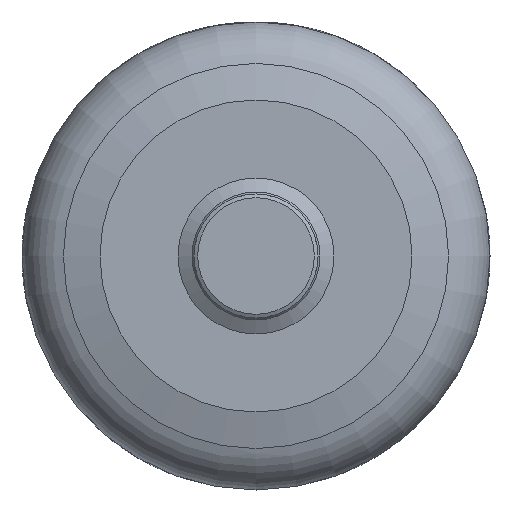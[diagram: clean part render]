
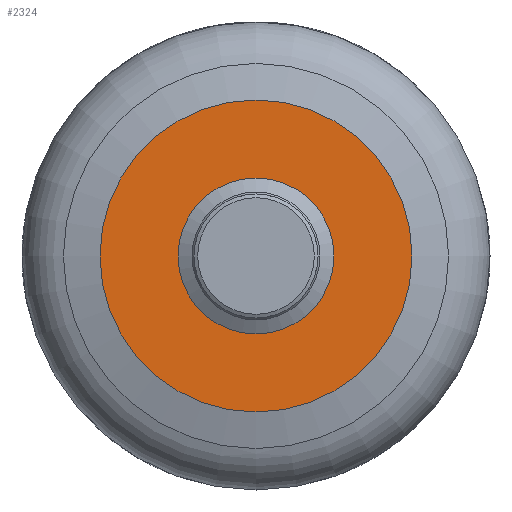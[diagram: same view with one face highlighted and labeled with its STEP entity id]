
A CAD part, front view. The second image highlights one B-rep face of the part: STEP entity #2324.
In plain terms, the highlighted planar face has unit normal (0, -1, 0).
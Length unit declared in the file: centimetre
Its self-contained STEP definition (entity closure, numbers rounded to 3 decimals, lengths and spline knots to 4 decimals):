
#307=PLANE($,#2601);
#535=FACE_BOUND($,#886,.T.);
#628=FACE_OUTER_BOUND($,#885,.T.);
#885=EDGE_LOOP($,(#1876));
#886=EDGE_LOOP($,(#1877));
#1039=CIRCLE($,#2547,0.3);
#1049=CIRCLE($,#2570,0.6);
#1158=VERTEX_POINT($,#3622);
#1190=VERTEX_POINT($,#4009);
#1392=EDGE_CURVE($,#1158,#1158,#1039,.T.);
#1424=EDGE_CURVE($,#1190,#1190,#1049,.T.);
#1876=ORIENTED_EDGE($,*,*,#1424,.T.);
#1877=ORIENTED_EDGE($,*,*,#1392,.F.);
#2324=ADVANCED_FACE($,(#628,#535),#307,.T.);
#2547=AXIS2_PLACEMENT_3D($,#3623,#2989,#2990);
#2570=AXIS2_PLACEMENT_3D($,#4010,#3039,#3040);
#2601=AXIS2_PLACEMENT_3D($,#4311,#3118,#3119);
#2989=DIRECTION('center_axis',(0.,-1.,0.));
#2990=DIRECTION('ref_axis',(0.,0.,-1.));
#3039=DIRECTION('center_axis',(0.,-1.,0.));
#3040=DIRECTION('ref_axis',(0.,0.,-1.));
#3118=DIRECTION('center_axis',(0.,-1.,0.));
#3119=DIRECTION('ref_axis',(0.,0.,-1.));
#3622=CARTESIAN_POINT('',(0.,-0.3464,0.3));
#3623=CARTESIAN_POINT('Origin',(0.,-0.3464,0.));
#4009=CARTESIAN_POINT('',(0.,-0.3464,-0.6));
#4010=CARTESIAN_POINT('Origin',(0.,-0.3464,0.));
#4311=CARTESIAN_POINT('Origin',(0.6,-0.3464,0.));
